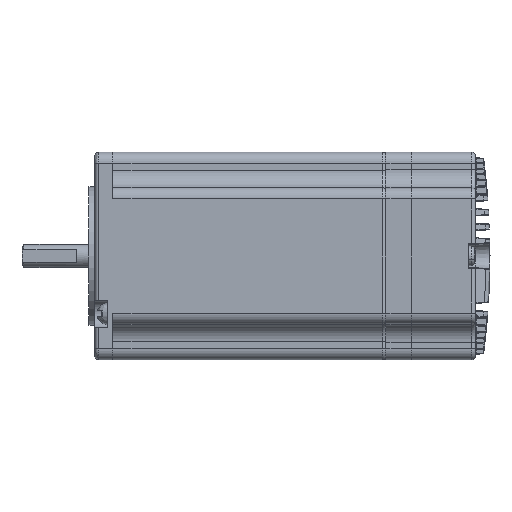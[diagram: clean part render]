
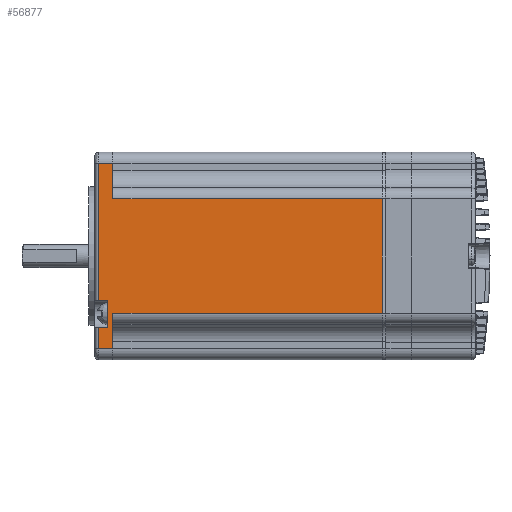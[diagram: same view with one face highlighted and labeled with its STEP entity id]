
A CAD part, front view. The second image highlights one B-rep face of the part: STEP entity #56877.
In plain terms, the highlighted face is planar.
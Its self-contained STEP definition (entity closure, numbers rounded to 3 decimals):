
#418 = VERTEX_POINT ( 'NONE', #47702 ) ;
#1927 = DIRECTION ( 'NONE',  ( -1., 0., 0. ) ) ;
#3761 = LINE ( 'NONE', #56492, #51010 ) ;
#5402 = DIRECTION ( 'NONE',  ( 1., 0., 0. ) ) ;
#6543 = LINE ( 'NONE', #99069, #40518 ) ;
#6578 = VERTEX_POINT ( 'NONE', #9594 ) ;
#6637 = VERTEX_POINT ( 'NONE', #56207 ) ;
#9478 = DIRECTION ( 'NONE',  ( 1., 0., 0. ) ) ;
#9594 = CARTESIAN_POINT ( 'NONE',  ( 11.811, -121.243, -20. ) ) ;
#12264 = VECTOR ( 'NONE', #16537, 1000. ) ;
#13420 = DIRECTION ( 'NONE',  ( 0., 0., 1. ) ) ;
#13647 = EDGE_CURVE ( 'NONE', #21628, #83728, #37691, .T. ) ;
#14975 = EDGE_CURVE ( 'NONE', #6637, #28412, #3761, .T. ) ;
#16013 = CARTESIAN_POINT ( 'NONE',  ( 20.711, -121.243, -24. ) ) ;
#16014 = VERTEX_POINT ( 'NONE', #81771 ) ;
#16537 = DIRECTION ( 'NONE',  ( 0., 0., -1. ) ) ;
#16863 = VECTOR ( 'NONE', #13420, 1000. ) ;
#17617 = ORIENTED_EDGE ( 'NONE', *, *, #85436, .T. ) ;
#19448 = DIRECTION ( 'NONE',  ( 0., 0., 1. ) ) ;
#19855 = ORIENTED_EDGE ( 'NONE', *, *, #32751, .T. ) ;
#20066 = ORIENTED_EDGE ( 'NONE', *, *, #104648, .T. ) ;
#20499 = CARTESIAN_POINT ( 'NONE',  ( 20.711, -121.243, -24. ) ) ;
#20962 = VECTOR ( 'NONE', #28810, 1000. ) ;
#21043 = LINE ( 'NONE', #16013, #86067 ) ;
#21362 = EDGE_CURVE ( 'NONE', #6578, #61996, #54516, .T. ) ;
#21628 = VERTEX_POINT ( 'NONE', #31870 ) ;
#21641 = CARTESIAN_POINT ( 'NONE',  ( 20.711, -121.243, -100. ) ) ;
#22014 = LINE ( 'NONE', #49171, #116515 ) ;
#23976 = EDGE_CURVE ( 'NONE', #38688, #21628, #72807, .T. ) ;
#24833 = ORIENTED_EDGE ( 'NONE', *, *, #21362, .T. ) ;
#25135 = EDGE_CURVE ( 'NONE', #28142, #38688, #6543, .T. ) ;
#26805 = EDGE_CURVE ( 'NONE', #31302, #104091, #66646, .T. ) ;
#26848 = DIRECTION ( 'NONE',  ( 0., 0., 1. ) ) ;
#27697 = CARTESIAN_POINT ( 'NONE',  ( -33.289, -121.243, -20. ) ) ;
#28142 = VERTEX_POINT ( 'NONE', #27697 ) ;
#28412 = VERTEX_POINT ( 'NONE', #98171 ) ;
#28810 = DIRECTION ( 'NONE',  ( 0., 0., 1. ) ) ;
#31302 = VERTEX_POINT ( 'NONE', #51187 ) ;
#31870 = CARTESIAN_POINT ( 'NONE',  ( 4.411, -121.243, -22.5 ) ) ;
#32592 = CARTESIAN_POINT ( 'NONE',  ( 7.981, -121.243, -24. ) ) ;
#32751 = EDGE_CURVE ( 'NONE', #28412, #418, #21043, .T. ) ;
#34061 = ORIENTED_EDGE ( 'NONE', *, *, #23976, .T. ) ;
#37020 = EDGE_CURVE ( 'NONE', #418, #28142, #22014, .T. ) ;
#37691 = LINE ( 'NONE', #50877, #50911 ) ;
#37929 = CARTESIAN_POINT ( 'NONE',  ( 7.981, -121.243, -24. ) ) ;
#38688 = VERTEX_POINT ( 'NONE', #79195 ) ;
#40518 = VECTOR ( 'NONE', #5402, 1000. ) ;
#42572 = DIRECTION ( 'NONE',  ( 0., 0., -1. ) ) ;
#43389 = CARTESIAN_POINT ( 'NONE',  ( 17.711, -121.243, -100. ) ) ;
#43892 = LINE ( 'NONE', #85611, #83805 ) ;
#46821 = DIRECTION ( 'NONE',  ( -1., 0., 0. ) ) ;
#47702 = CARTESIAN_POINT ( 'NONE',  ( -33.289, -121.243, -24. ) ) ;
#49171 = CARTESIAN_POINT ( 'NONE',  ( -33.289, -121.243, -100. ) ) ;
#50559 = CARTESIAN_POINT ( 'NONE',  ( 11.811, -121.243, -100. ) ) ;
#50582 = AXIS2_PLACEMENT_3D ( 'NONE', #21641, #96337, #97563 ) ;
#50877 = CARTESIAN_POINT ( 'NONE',  ( 20.711, -121.243, -22.5 ) ) ;
#50911 = VECTOR ( 'NONE', #51295, 1000. ) ;
#51010 = VECTOR ( 'NONE', #26848, 1000. ) ;
#51187 = CARTESIAN_POINT ( 'NONE',  ( 7.981, -121.243, -98. ) ) ;
#51295 = DIRECTION ( 'NONE',  ( 1., 0., 0. ) ) ;
#52232 = LINE ( 'NONE', #50559, #16863 ) ;
#53292 = EDGE_CURVE ( 'NONE', #61996, #16014, #113549, .T. ) ;
#54516 = LINE ( 'NONE', #102813, #95895 ) ;
#54859 = CARTESIAN_POINT ( 'NONE',  ( 17.711, -121.243, -20. ) ) ;
#56207 = CARTESIAN_POINT ( 'NONE',  ( -23.559, -121.243, -98. ) ) ;
#56492 = CARTESIAN_POINT ( 'NONE',  ( -23.559, -121.243, -100. ) ) ;
#56877 = ADVANCED_FACE ( 'NONE', ( #110613 ), #78185, .T. ) ;
#59007 = ORIENTED_EDGE ( 'NONE', *, *, #14975, .T. ) ;
#61996 = VERTEX_POINT ( 'NONE', #54859 ) ;
#66646 = LINE ( 'NONE', #37929, #20962 ) ;
#67655 = ORIENTED_EDGE ( 'NONE', *, *, #25135, .T. ) ;
#72807 = LINE ( 'NONE', #110269, #12264 ) ;
#75674 = EDGE_CURVE ( 'NONE', #31302, #6637, #43892, .T. ) ;
#78185 = PLANE ( 'NONE',  #50582 ) ;
#79195 = CARTESIAN_POINT ( 'NONE',  ( 4.411, -121.243, -20. ) ) ;
#81771 = CARTESIAN_POINT ( 'NONE',  ( 17.711, -121.243, -24. ) ) ;
#82198 = EDGE_LOOP ( 'NONE', ( #118142, #85236, #59007, #19855, #97399, #67655, #34061, #96352, #17617, #24833, #101863, #20066 ) ) ;
#82789 = DIRECTION ( 'NONE',  ( -1., 0., 0. ) ) ;
#83194 = CARTESIAN_POINT ( 'NONE',  ( 11.811, -121.243, -22.5 ) ) ;
#83728 = VERTEX_POINT ( 'NONE', #83194 ) ;
#83805 = VECTOR ( 'NONE', #46821, 1000. ) ;
#85236 = ORIENTED_EDGE ( 'NONE', *, *, #75674, .T. ) ;
#85436 = EDGE_CURVE ( 'NONE', #83728, #6578, #52232, .T. ) ;
#85611 = CARTESIAN_POINT ( 'NONE',  ( 20.711, -121.243, -98. ) ) ;
#86067 = VECTOR ( 'NONE', #82789, 1000. ) ;
#95895 = VECTOR ( 'NONE', #9478, 1000. ) ;
#96337 = DIRECTION ( 'NONE',  ( 0., 1., 0. ) ) ;
#96352 = ORIENTED_EDGE ( 'NONE', *, *, #13647, .T. ) ;
#97094 = VECTOR ( 'NONE', #1927, 1000. ) ;
#97399 = ORIENTED_EDGE ( 'NONE', *, *, #37020, .T. ) ;
#97563 = DIRECTION ( 'NONE',  ( 0., 0., 1. ) ) ;
#98171 = CARTESIAN_POINT ( 'NONE',  ( -23.559, -121.243, -24. ) ) ;
#99069 = CARTESIAN_POINT ( 'NONE',  ( 20.711, -121.243, -20. ) ) ;
#101863 = ORIENTED_EDGE ( 'NONE', *, *, #53292, .T. ) ;
#102813 = CARTESIAN_POINT ( 'NONE',  ( 20.711, -121.243, -20. ) ) ;
#104091 = VERTEX_POINT ( 'NONE', #32592 ) ;
#104648 = EDGE_CURVE ( 'NONE', #16014, #104091, #122175, .T. ) ;
#109187 = VECTOR ( 'NONE', #42572, 1000. ) ;
#110269 = CARTESIAN_POINT ( 'NONE',  ( 4.411, -121.243, -100. ) ) ;
#110613 = FACE_OUTER_BOUND ( 'NONE', #82198, .T. ) ;
#113549 = LINE ( 'NONE', #43389, #109187 ) ;
#116515 = VECTOR ( 'NONE', #19448, 1000. ) ;
#118142 = ORIENTED_EDGE ( 'NONE', *, *, #26805, .F. ) ;
#122175 = LINE ( 'NONE', #20499, #97094 ) ;
